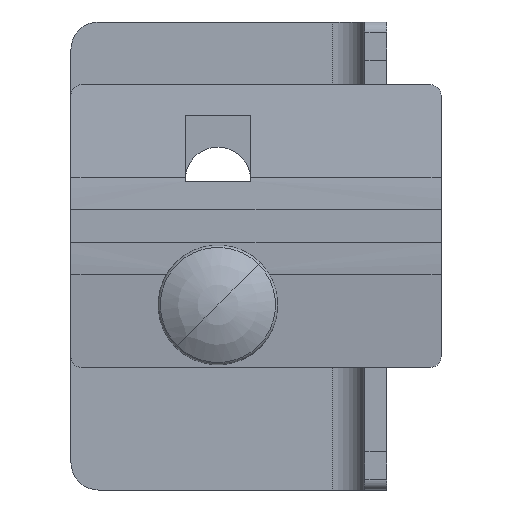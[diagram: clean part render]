
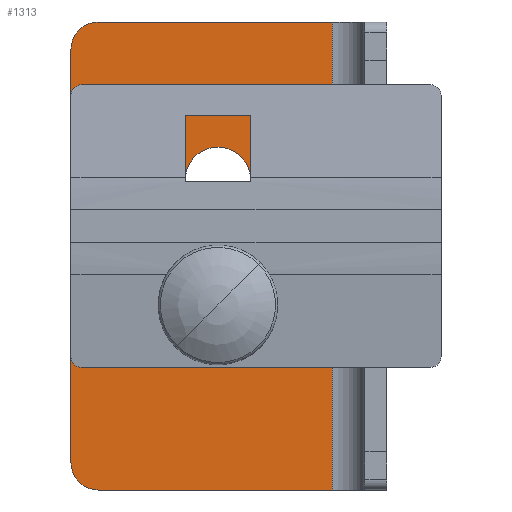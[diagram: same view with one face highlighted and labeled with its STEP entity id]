
A CAD part, front view. The second image highlights one B-rep face of the part: STEP entity #1313.
In plain terms, the highlighted planar face has unit normal (0, -1, 0).
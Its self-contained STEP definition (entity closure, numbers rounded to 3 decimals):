
#853=DIRECTION('',(1.,0.,0.));
#854=VECTOR('',#853,43.);
#855=CARTESIAN_POINT('',(5.,-4.,-43.));
#856=LINE('',#855,#854);
#925=CARTESIAN_POINT('',(27.,-4.,-9.));
#926=DIRECTION('',(0.,1.,0.));
#927=DIRECTION('',(1.,0.,0.));
#928=AXIS2_PLACEMENT_3D('',#925,#926,#927);
#930=CARTESIAN_POINT('',(27.,-4.,-9.));
#931=DIRECTION('',(0.,1.,0.));
#932=DIRECTION('',(-1.,0.,0.));
#933=AXIS2_PLACEMENT_3D('',#930,#931,#932);
#935=CARTESIAN_POINT('',(27.,-4.,14.));
#936=DIRECTION('',(0.,1.,0.));
#937=DIRECTION('',(1.,0.,0.));
#938=AXIS2_PLACEMENT_3D('',#935,#936,#937);
#940=CARTESIAN_POINT('',(27.,-4.,14.));
#941=DIRECTION('',(0.,1.,0.));
#942=DIRECTION('',(-1.,0.,0.));
#943=AXIS2_PLACEMENT_3D('',#940,#941,#942);
#945=CARTESIAN_POINT('',(5.,-4.,38.));
#946=DIRECTION('',(0.,-1.,0.));
#947=DIRECTION('',(0.,0.,1.));
#948=AXIS2_PLACEMENT_3D('',#945,#946,#947);
#950=CARTESIAN_POINT('',(5.,-4.,-38.));
#951=DIRECTION('',(0.,-1.,0.));
#952=DIRECTION('',(-1.,0.,0.));
#953=AXIS2_PLACEMENT_3D('',#950,#951,#952);
#955=DIRECTION('',(0.,0.,1.));
#956=VECTOR('',#955,76.);
#957=CARTESIAN_POINT('',(0.,-4.,-38.));
#958=LINE('',#957,#956);
#1009=DIRECTION('',(1.,0.,0.));
#1010=VECTOR('',#1009,43.);
#1011=CARTESIAN_POINT('',(5.,-4.,43.));
#1012=LINE('',#1011,#1010);
#1073=DIRECTION('',(0.,0.,1.));
#1074=VECTOR('',#1073,86.);
#1075=CARTESIAN_POINT('',(48.,-4.,-43.));
#1076=LINE('',#1075,#1074);
#1113=CARTESIAN_POINT('',(48.,-4.,-43.));
#1115=VERTEX_POINT('',#1113);
#1121=CARTESIAN_POINT('',(48.,-4.,43.));
#1123=VERTEX_POINT('',#1121);
#1149=CARTESIAN_POINT('',(33.,-4.,-9.));
#1150=CARTESIAN_POINT('',(21.,-4.,-9.));
#1151=VERTEX_POINT('',#1149);
#1152=VERTEX_POINT('',#1150);
#1153=CARTESIAN_POINT('',(33.,-4.,14.));
#1154=CARTESIAN_POINT('',(21.,-4.,14.));
#1155=VERTEX_POINT('',#1153);
#1156=VERTEX_POINT('',#1154);
#1157=CARTESIAN_POINT('',(5.,-4.,43.));
#1158=CARTESIAN_POINT('',(0.,-4.,38.));
#1159=VERTEX_POINT('',#1157);
#1160=VERTEX_POINT('',#1158);
#1169=CARTESIAN_POINT('',(0.,-4.,-38.));
#1170=VERTEX_POINT('',#1169);
#1171=CARTESIAN_POINT('',(5.,-4.,-43.));
#1172=VERTEX_POINT('',#1171);
#1286=CARTESIAN_POINT('',(0.,-4.,-43.));
#1287=DIRECTION('',(0.,-1.,0.));
#1288=DIRECTION('',(1.,0.,0.));
#1289=AXIS2_PLACEMENT_3D('',#1286,#1287,#1288);
#1290=PLANE('',#1289);
#1292=ORIENTED_EDGE('',*,*,#1291,.F.);
#1294=ORIENTED_EDGE('',*,*,#1293,.T.);
#1296=ORIENTED_EDGE('',*,*,#1295,.F.);
#1297=ORIENTED_EDGE('',*,*,#1196,.F.);
#1298=ORIENTED_EDGE('',*,*,#1222,.F.);
#1300=ORIENTED_EDGE('',*,*,#1299,.T.);
#1301=EDGE_LOOP('',(#1292,#1294,#1296,#1297,#1298,#1300));
#1302=FACE_OUTER_BOUND('',#1301,.F.);
#1304=ORIENTED_EDGE('',*,*,#1303,.F.);
#1306=ORIENTED_EDGE('',*,*,#1305,.F.);
#1307=EDGE_LOOP('',(#1304,#1306));
#1308=FACE_BOUND('',#1307,.F.);
#1309=ORIENTED_EDGE('',*,*,#1266,.F.);
#1310=ORIENTED_EDGE('',*,*,#1280,.F.);
#1311=EDGE_LOOP('',(#1309,#1310));
#1312=FACE_BOUND('',#1311,.F.);
#1313=ADVANCED_FACE('',(#1302,#1308,#1312),#1290,.T.);
#929=CIRCLE('',#928,6.);
#934=CIRCLE('',#933,6.);
#939=CIRCLE('',#938,6.);
#944=CIRCLE('',#943,6.);
#949=CIRCLE('',#948,5.);
#954=CIRCLE('',#953,5.);
#1196=EDGE_CURVE('',#1172,#1115,#856,.T.);
#1222=EDGE_CURVE('',#1170,#1172,#954,.T.);
#1266=EDGE_CURVE('',#1151,#1152,#929,.T.);
#1280=EDGE_CURVE('',#1152,#1151,#934,.T.);
#1291=EDGE_CURVE('',#1159,#1160,#949,.T.);
#1293=EDGE_CURVE('',#1159,#1123,#1012,.T.);
#1295=EDGE_CURVE('',#1115,#1123,#1076,.T.);
#1299=EDGE_CURVE('',#1170,#1160,#958,.T.);
#1303=EDGE_CURVE('',#1155,#1156,#939,.T.);
#1305=EDGE_CURVE('',#1156,#1155,#944,.T.);
